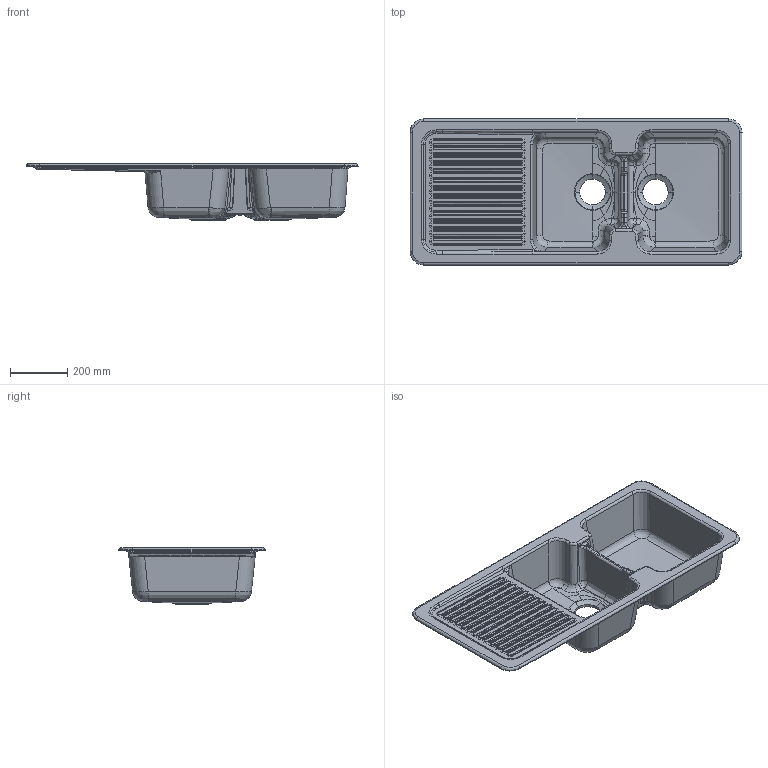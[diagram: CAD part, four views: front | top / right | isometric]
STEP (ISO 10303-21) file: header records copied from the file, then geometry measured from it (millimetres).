
FILE_DESCRIPTION(/* description */ (''),/* implementation_level */ '2;1');
FILE_NAME(/* name */ 'Spuele_6746_Condor_80.stp',/* time_stamp */ '2019-02-20T11:02:56+01:00',/* author */ (''),/* organization */ (''),/* preprocessor_version */ 'ST-DEVELOPER v16',/* originating_system */ 'SIEMENS PLM Software NX 10.0',/* authorisation */ '');
FILE_SCHEMA (('AUTOMOTIVE_DESIGN { 1 0 10303 214 3 1 1 1 }'));
Products named in the file (1): Sier17C06C057nan
Bounding box: 1161.05 x 511.05 x 199.22 mm (x, y, z)
Volume: 13848759.6 mm3; surface area: 1928001.8 mm2
Topology: 1 solids, 1 shells, 802 faces, 1901 edges, 1104 vertices
Faces by surface type: bspline 593, cylinder 116, plane 81, extrusion 8, sphere 4
Entity records: 58981 total; most frequent: CARTESIAN_POINT 45445, ORIENTED_EDGE 3754, EDGE_CURVE 1877, DIRECTION 1493, VERTEX_POINT 1104, B_SPLINE_CURVE_WITH_KNOTS 994, EDGE_LOOP 833, ADVANCED_FACE 802
